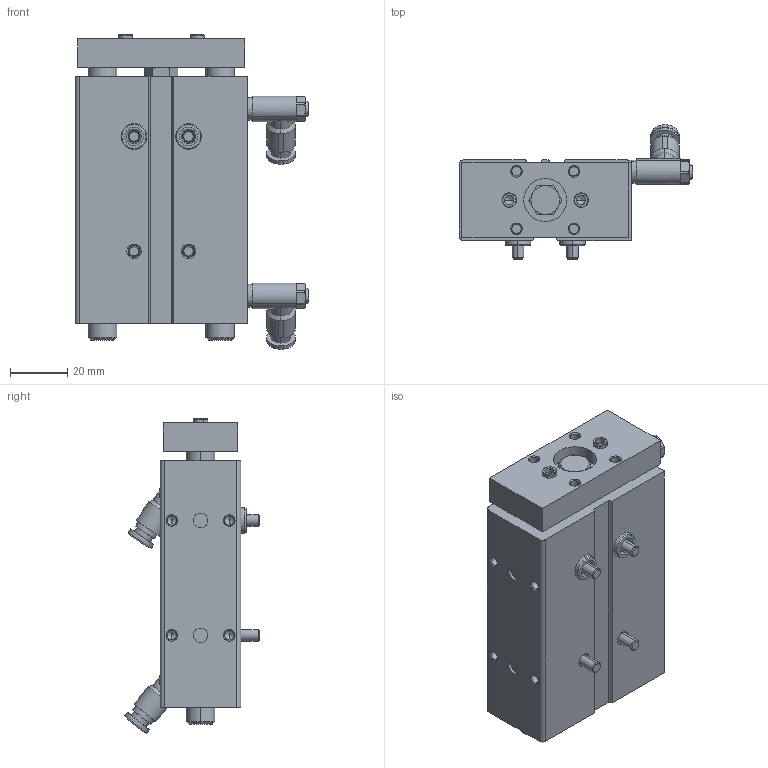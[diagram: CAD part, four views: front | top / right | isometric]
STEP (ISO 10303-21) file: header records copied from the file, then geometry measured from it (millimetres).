
FILE_DESCRIPTION (( 'STEP AP214' ), '1' );
FILE_NAME ('50140~0.STEP', '2018-10-22T14:22:05', ( '' ), ( '' ), 'SwSTEP 2.0', 'SolidWorks 2018', '' );
FILE_SCHEMA (( 'AUTOMOTIVE_DESIGN' ));
Length unit declared in the file: millimetre
Products named in the file (8): 50131~0_S; 35786~0; 26821~0; 35786_Kolben~0; 35786_Körper~0; 50140~0; 37806~0_S; DIN912~n_M04,0x025
Assembly tree (13 placements, depth 3):
  50140~0
    35786~0
      35786_Körper~0
      35786_Kolben~0
    26821~0  x2
    DIN912~n_M04,0x025  x4
    37806~0_S  x2
    50131~0_S  x2
Bounding box: 81.4 x 46.75 x 109.46 mm (x, y, z)
Volume: 151910.8 mm3; surface area: 49406.7 mm2
Topology: 12 solids, 12 shells, 595 faces, 1411 edges, 881 vertices
Faces by surface type: cylinder 271, cone 162, plane 162
Entity records: 16638 total; most frequent: CARTESIAN_POINT 2687, DIRECTION 2239, ORIENTED_EDGE 1996, EDGE_CURVE 998, AXIS2_PLACEMENT_3D 904, VERTEX_POINT 628, EDGE_LOOP 494, CIRCLE 461
